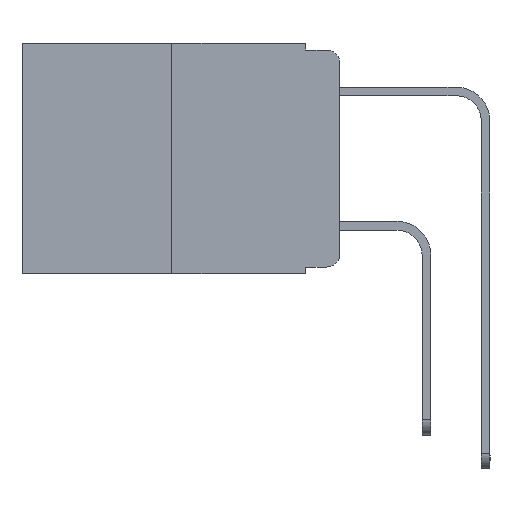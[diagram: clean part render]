
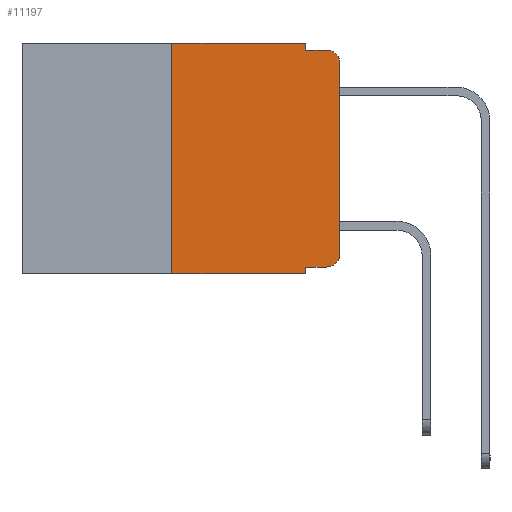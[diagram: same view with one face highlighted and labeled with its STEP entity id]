
A CAD part, left-side view. The second image highlights one B-rep face of the part: STEP entity #11197.
In plain terms, the highlighted planar face has unit normal (-1, 0, 0).
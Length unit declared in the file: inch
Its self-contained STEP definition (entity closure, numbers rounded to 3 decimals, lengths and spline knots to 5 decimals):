
#175 = VECTOR ( 'NONE', #9858, 39.37008 ) ;
#237 = VECTOR ( 'NONE', #4434, 39.37008 ) ;
#280 = LINE ( 'NONE', #362, #12319 ) ;
#362 = CARTESIAN_POINT ( 'NONE',  ( 0., 0.473, 0. ) ) ;
#790 = CARTESIAN_POINT ( 'NONE',  ( 0., 0.25, 0. ) ) ;
#1101 = DIRECTION ( 'NONE',  ( 0., 0., 1. ) ) ;
#1745 = VECTOR ( 'NONE', #13646, 39.37008 ) ;
#1866 = CARTESIAN_POINT ( 'NONE',  ( 0., 0.02, -0.333 ) ) ;
#1939 = FACE_OUTER_BOUND ( 'NONE', #14716, .T. ) ;
#2125 = ORIENTED_EDGE ( 'NONE', *, *, #3125, .T. ) ;
#2658 = VECTOR ( 'NONE', #8278, 39.37008 ) ;
#2959 = CARTESIAN_POINT ( 'NONE',  ( 0., 0.02, -0.01 ) ) ;
#2991 = DIRECTION ( 'NONE',  ( 1., 0., 0. ) ) ;
#3106 = EDGE_CURVE ( 'NONE', #11312, #15978, #11097, .T. ) ;
#3125 = EDGE_CURVE ( 'NONE', #3410, #9228, #9365, .T. ) ;
#3410 = VERTEX_POINT ( 'NONE', #1866 ) ;
#3451 = ORIENTED_EDGE ( 'NONE', *, *, #3106, .F. ) ;
#3501 = CARTESIAN_POINT ( 'NONE',  ( 0., 0.02, -0.313 ) ) ;
#3953 = VERTEX_POINT ( 'NONE', #11119 ) ;
#4155 = AXIS2_PLACEMENT_3D ( 'NONE', #8602, #4717, #11248 ) ;
#4190 = LINE ( 'NONE', #4269, #237 ) ;
#4235 = EDGE_CURVE ( 'NONE', #14972, #6687, #7564, .T. ) ;
#4269 = CARTESIAN_POINT ( 'NONE',  ( 0., 0.473, -0.343 ) ) ;
#4434 = DIRECTION ( 'NONE',  ( 0., -1., 0. ) ) ;
#4717 = DIRECTION ( 'NONE',  ( -1., 0., 0. ) ) ;
#4937 = VERTEX_POINT ( 'NONE', #13882 ) ;
#5061 = ORIENTED_EDGE ( 'NONE', *, *, #5177, .F. ) ;
#5170 = ORIENTED_EDGE ( 'NONE', *, *, #4235, .F. ) ;
#5177 = EDGE_CURVE ( 'NONE', #10561, #11312, #7205, .T. ) ;
#5620 = PLANE ( 'NONE',  #8623 ) ;
#6240 = LINE ( 'NONE', #15110, #1745 ) ;
#6383 = VECTOR ( 'NONE', #11273, 39.37008 ) ;
#6687 = VERTEX_POINT ( 'NONE', #790 ) ;
#6742 = AXIS2_PLACEMENT_3D ( 'NONE', #3501, #10929, #14855 ) ;
#6786 = CARTESIAN_POINT ( 'NONE',  ( 0., 0.473, 0. ) ) ;
#7205 = LINE ( 'NONE', #14837, #16029 ) ;
#7280 = ORIENTED_EDGE ( 'NONE', *, *, #15906, .T. ) ;
#7388 = CARTESIAN_POINT ( 'NONE',  ( 0., 0.25, -0.343 ) ) ;
#7564 = LINE ( 'NONE', #13485, #6383 ) ;
#7675 = ORIENTED_EDGE ( 'NONE', *, *, #9189, .F. ) ;
#7834 = DIRECTION ( 'NONE',  ( 0., -1., 0. ) ) ;
#8278 = DIRECTION ( 'NONE',  ( 0., -1., 0. ) ) ;
#8345 = DIRECTION ( 'NONE',  ( 0., 0., -1. ) ) ;
#8524 = CARTESIAN_POINT ( 'NONE',  ( 0., 0.051, -0.333 ) ) ;
#8602 = CARTESIAN_POINT ( 'NONE',  ( 0., 0.02, -0.03 ) ) ;
#8623 = AXIS2_PLACEMENT_3D ( 'NONE', #6786, #2991, #15817 ) ;
#8644 = CIRCLE ( 'NONE', #4155, 0.02 ) ;
#8865 = VERTEX_POINT ( 'NONE', #9045 ) ;
#9045 = CARTESIAN_POINT ( 'NONE',  ( 0., 0.051, -0.333 ) ) ;
#9189 = EDGE_CURVE ( 'NONE', #8865, #4937, #6240, .T. ) ;
#9228 = VERTEX_POINT ( 'NONE', #14789 ) ;
#9365 = CIRCLE ( 'NONE', #6742, 0.02 ) ;
#9617 = ORIENTED_EDGE ( 'NONE', *, *, #12440, .T. ) ;
#9675 = CARTESIAN_POINT ( 'NONE',  ( 0., 0.051, -0.01 ) ) ;
#9819 = LINE ( 'NONE', #13589, #11451 ) ;
#9858 = DIRECTION ( 'NONE',  ( 0., -1., 0. ) ) ;
#10074 = ORIENTED_EDGE ( 'NONE', *, *, #10135, .F. ) ;
#10135 = EDGE_CURVE ( 'NONE', #6687, #10561, #280, .T. ) ;
#10561 = VERTEX_POINT ( 'NONE', #11438 ) ;
#10896 = ORIENTED_EDGE ( 'NONE', *, *, #13531, .T. ) ;
#10929 = DIRECTION ( 'NONE',  ( -1., 0., 0. ) ) ;
#11097 = LINE ( 'NONE', #12089, #175 ) ;
#11119 = CARTESIAN_POINT ( 'NONE',  ( 0., 0., -0.03 ) ) ;
#11197 = ADVANCED_FACE ( 'NONE', ( #1939 ), #5620, .F. ) ;
#11248 = DIRECTION ( 'NONE',  ( 0., 0., -1. ) ) ;
#11273 = DIRECTION ( 'NONE',  ( 0., 0., 1. ) ) ;
#11312 = VERTEX_POINT ( 'NONE', #9675 ) ;
#11438 = CARTESIAN_POINT ( 'NONE',  ( 0., 0.051, 0. ) ) ;
#11451 = VECTOR ( 'NONE', #1101, 39.37008 ) ;
#11628 = EDGE_CURVE ( 'NONE', #14972, #4937, #4190, .T. ) ;
#12089 = CARTESIAN_POINT ( 'NONE',  ( 0., 0.051, -0.01 ) ) ;
#12319 = VECTOR ( 'NONE', #7834, 39.37008 ) ;
#12330 = LINE ( 'NONE', #8524, #2658 ) ;
#12440 = EDGE_CURVE ( 'NONE', #3953, #15978, #8644, .T. ) ;
#13485 = CARTESIAN_POINT ( 'NONE',  ( 0., 0.25, 0. ) ) ;
#13531 = EDGE_CURVE ( 'NONE', #8865, #3410, #12330, .T. ) ;
#13589 = CARTESIAN_POINT ( 'NONE',  ( 0., 0., 0. ) ) ;
#13646 = DIRECTION ( 'NONE',  ( 0., 0., -1. ) ) ;
#13882 = CARTESIAN_POINT ( 'NONE',  ( 0., 0.051, -0.343 ) ) ;
#14716 = EDGE_LOOP ( 'NONE', ( #7280, #9617, #3451, #5061, #10074, #5170, #14808, #7675, #10896, #2125 ) ) ;
#14789 = CARTESIAN_POINT ( 'NONE',  ( 0., 0., -0.313 ) ) ;
#14808 = ORIENTED_EDGE ( 'NONE', *, *, #11628, .T. ) ;
#14837 = CARTESIAN_POINT ( 'NONE',  ( 0., 0.051, 0. ) ) ;
#14855 = DIRECTION ( 'NONE',  ( 0., 0., -1. ) ) ;
#14972 = VERTEX_POINT ( 'NONE', #7388 ) ;
#15110 = CARTESIAN_POINT ( 'NONE',  ( 0., 0.051, 0. ) ) ;
#15817 = DIRECTION ( 'NONE',  ( 0., 0., -1. ) ) ;
#15906 = EDGE_CURVE ( 'NONE', #9228, #3953, #9819, .T. ) ;
#15978 = VERTEX_POINT ( 'NONE', #2959 ) ;
#16029 = VECTOR ( 'NONE', #8345, 39.37008 ) ;
